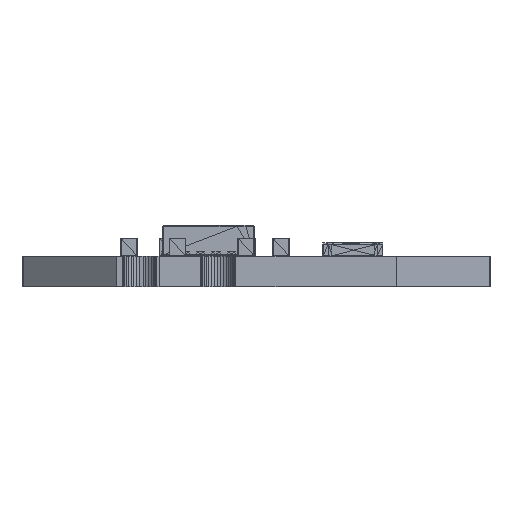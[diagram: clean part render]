
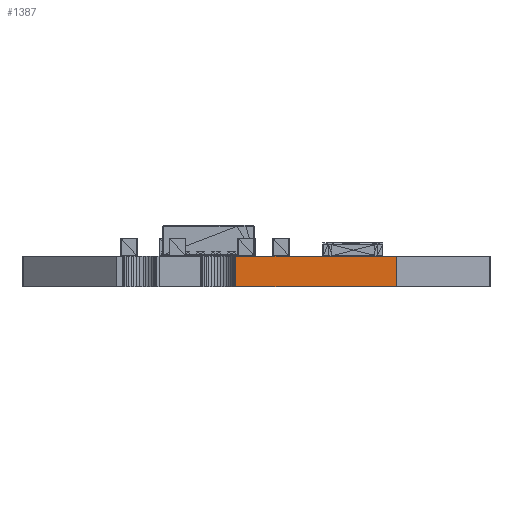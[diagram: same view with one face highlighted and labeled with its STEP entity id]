
A CAD part, front view. The second image highlights one B-rep face of the part: STEP entity #1387.
In plain terms, the highlighted planar face has unit normal (0, -1, 0).
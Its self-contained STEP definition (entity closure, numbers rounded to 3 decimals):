
#1362 = VERTEX_POINT('',#1363);
#1363 = CARTESIAN_POINT('',(10.157,0.955,-1.));
#1369 = EDGE_CURVE('',#1370,#1362,#1372,.T.);
#1370 = VERTEX_POINT('',#1371);
#1371 = CARTESIAN_POINT('',(10.157,0.955,0.));
#1372 = LINE('',#1373,#1374);
#1373 = CARTESIAN_POINT('',(10.157,0.955,0.));
#1374 = VECTOR('',#1375,1.);
#1375 = DIRECTION('',(0.,0.,-1.));
#1387 = ADVANCED_FACE('',(#1388),#1413,.T.);
#1388 = FACE_BOUND('',#1389,.T.);
#1389 = EDGE_LOOP('',(#1390,#1391,#1399,#1407));
#1390 = ORIENTED_EDGE('',*,*,#1369,.T.);
#1391 = ORIENTED_EDGE('',*,*,#1392,.T.);
#1392 = EDGE_CURVE('',#1362,#1393,#1395,.T.);
#1393 = VERTEX_POINT('',#1394);
#1394 = CARTESIAN_POINT('',(15.401,0.955,-1.));
#1395 = LINE('',#1396,#1397);
#1396 = CARTESIAN_POINT('',(10.157,0.955,-1.));
#1397 = VECTOR('',#1398,1.);
#1398 = DIRECTION('',(1.,0.,0.));
#1399 = ORIENTED_EDGE('',*,*,#1400,.F.);
#1400 = EDGE_CURVE('',#1401,#1393,#1403,.T.);
#1401 = VERTEX_POINT('',#1402);
#1402 = CARTESIAN_POINT('',(15.401,0.955,0.));
#1403 = LINE('',#1404,#1405);
#1404 = CARTESIAN_POINT('',(15.401,0.955,0.));
#1405 = VECTOR('',#1406,1.);
#1406 = DIRECTION('',(0.,0.,-1.));
#1407 = ORIENTED_EDGE('',*,*,#1408,.F.);
#1408 = EDGE_CURVE('',#1370,#1401,#1409,.T.);
#1409 = LINE('',#1410,#1411);
#1410 = CARTESIAN_POINT('',(10.157,0.955,0.));
#1411 = VECTOR('',#1412,1.);
#1412 = DIRECTION('',(1.,0.,0.));
#1413 = PLANE('',#1414);
#1414 = AXIS2_PLACEMENT_3D('',#1415,#1416,#1417);
#1415 = CARTESIAN_POINT('',(10.157,0.955,0.));
#1416 = DIRECTION('',(0.,-1.,0.));
#1417 = DIRECTION('',(1.,0.,0.));
